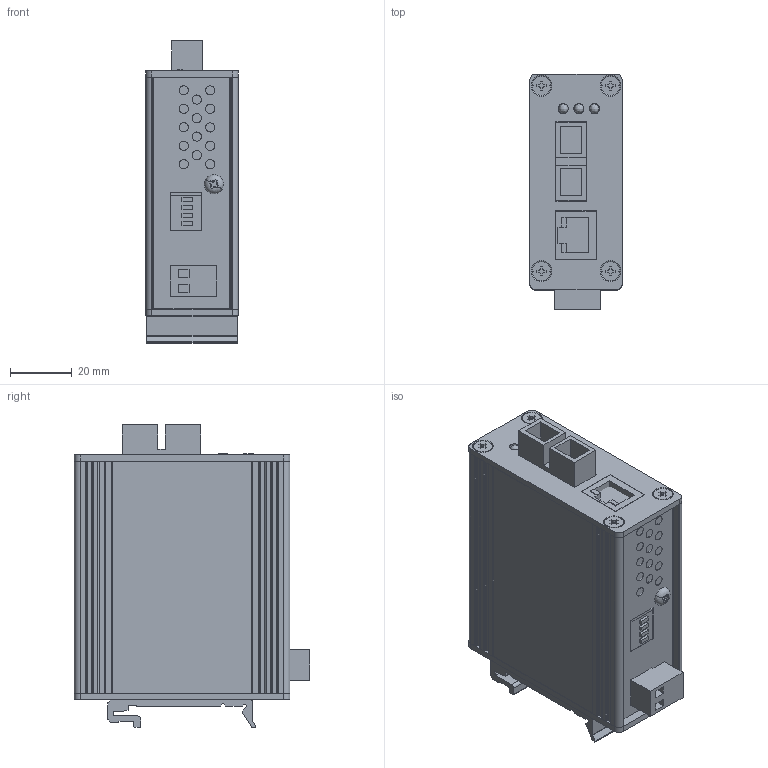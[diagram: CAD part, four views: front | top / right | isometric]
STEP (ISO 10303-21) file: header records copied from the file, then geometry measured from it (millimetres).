
FILE_DESCRIPTION (( 'STEP AP214' ), '1' );
FILE_NAME ('1301-3D-ID-20201127_STP.STEP', '2020-11-27T02:48:01', ( '' ), ( '' ), 'SwSTEP 2.0', 'SolidWorks 2018', '' );
FILE_SCHEMA (( 'AUTOMOTIVE_DESIGN' ));
Length unit declared in the file: millimetre
Products named in the file (15): 0-DIN-29W_Screw3__w_].STEP; 3D-DinKit-29-4W__w_].STEP; 0-Screw-120-M3x6__w_].STEP; 1301-3D-ID-20201127_STP; 1301-Assem1-ID-20140709-STEP.STEP; 0-FB-TXRX-IGS__w_].STEP; 1301-Rear-20140704-0__w_].STEP; 1301-01-AL-20140704-0__w_].STEP; 1301-02-Front-20140707__w_].STEP; 1301-BOT-Lable-20140707__w_].STEP; 0-LED-1x3-1301-IGS__w_].STEP; DIP-SW-4pin__w_].STEP; S-TS-F-2P__w_].STEP; 0-RJ-1x1-2005-20140707-IGS__w_].STEP; 0-Screw-R-M3x6R__w_].STEP
Assembly tree (24 placements, depth 4):
  1301-3D-ID-20201127_STP
    1301-Assem1-ID-20140709-STEP.STEP
      0-DIN-29W_Screw3__w_].STEP
        0-Screw-120-M3x6__w_].STEP  x3
        3D-DinKit-29-4W__w_].STEP
      0-Screw-R-M3x6R__w_].STEP
      0-RJ-1x1-2005-20140707-IGS__w_].STEP
      S-TS-F-2P__w_].STEP
      DIP-SW-4pin__w_].STEP
      0-Screw-120-M3x6__w_].STEP  x8
      0-LED-1x3-1301-IGS__w_].STEP
      1301-BOT-Lable-20140707__w_].STEP
      1301-02-Front-20140707__w_].STEP
      1301-01-AL-20140704-0__w_].STEP
      1301-Rear-20140704-0__w_].STEP
      0-FB-TXRX-IGS__w_].STEP
Bounding box: 30 x 76.45 x 98.2 mm (x, y, z)
Volume: 177965.2 mm3; surface area: 49900.4 mm2
Topology: 22 solids, 22 shells, 834 faces, 2210 edges, 1456 vertices
Faces by surface type: plane 483, cylinder 302, cone 44, bspline 3, torus 2
Entity records: 19417 total; most frequent: CARTESIAN_POINT 3312, DIRECTION 3230, ORIENTED_EDGE 3128, EDGE_CURVE 1564, AXIS2_PLACEMENT_3D 1081, VECTOR 1068, LINE 1068, VERTEX_POINT 1036
